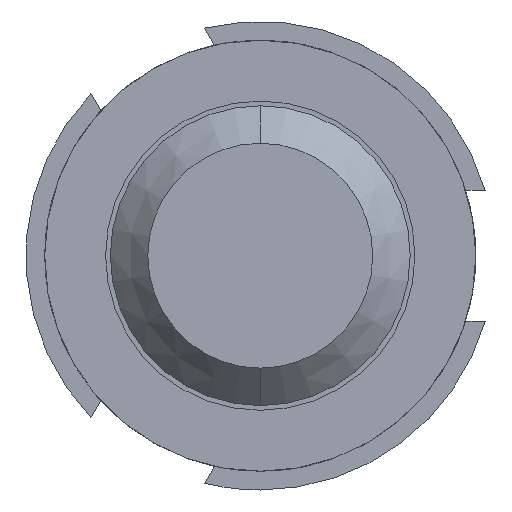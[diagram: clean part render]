
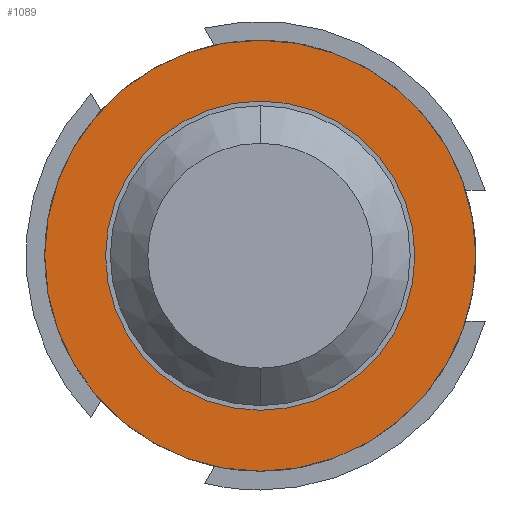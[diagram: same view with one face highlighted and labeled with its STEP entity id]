
A CAD part, front view. The second image highlights one B-rep face of the part: STEP entity #1089.
In plain terms, the highlighted planar face has unit normal (0, -1, 0).
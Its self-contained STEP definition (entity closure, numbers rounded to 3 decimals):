
#3 = CIRCLE ( 'NONE', #1566, 0.825 ) ;
#116 = CARTESIAN_POINT ( 'NONE',  ( 0., -1.5, -1.15 ) ) ;
#245 = AXIS2_PLACEMENT_3D ( 'NONE', #1896, #1910, #1576 ) ;
#250 = FACE_BOUND ( 'NONE', #1235, .T. ) ;
#300 = CIRCLE ( 'NONE', #4094, 0.825 ) ;
#313 = EDGE_CURVE ( 'Defeature ausgef�hrt4_46+Defeature ausgef�hrt4_45+Defeature ausgef�hrt4_45+Defeature ausgef�hrt4_45', #848, #3909, #300, .T. ) ;
#448 = CIRCLE ( 'NONE', #245, 1.15 ) ;
#572 = FACE_OUTER_BOUND ( 'NONE', #1346, .T. ) ;
#756 = CARTESIAN_POINT ( 'NONE',  ( 0., -1.5, 1.15 ) ) ;
#781 = AXIS2_PLACEMENT_3D ( 'NONE', #1979, #3043, #3091 ) ;
#848 = VERTEX_POINT ( 'NONE', #2862 ) ;
#1089 = ADVANCED_FACE ( 'Defeature ausgef�hrt4_46', ( #572, #250 ), #4492, .F. ) ;
#1112 = ORIENTED_EDGE ( 'NONE', *, *, #313, .T. ) ;
#1235 = EDGE_LOOP ( 'NONE', ( #1112, #4018 ) ) ;
#1288 = DIRECTION ( 'NONE',  ( 0., 0., 1. ) ) ;
#1346 = EDGE_LOOP ( 'NONE', ( #3053, #2972 ) ) ;
#1390 = VERTEX_POINT ( 'NONE', #756 ) ;
#1562 = EDGE_CURVE ( 'Defeature ausgef�hrt4_42+Defeature ausgef�hrt4_46+Defeature ausgef�hrt4_46+Defeature ausgef�hrt4_46', #1969, #1390, #448, .T. ) ;
#1566 = AXIS2_PLACEMENT_3D ( 'NONE', #4207, #4191, #3804 ) ;
#1576 = DIRECTION ( 'NONE',  ( 0., 0., 1. ) ) ;
#1781 = AXIS2_PLACEMENT_3D ( 'NONE', #3036, #1968, #1288 ) ;
#1896 = CARTESIAN_POINT ( 'NONE',  ( 0., -1.5, 0. ) ) ;
#1910 = DIRECTION ( 'NONE',  ( 0., 1., 0. ) ) ;
#1968 = DIRECTION ( 'NONE',  ( 0., 1., 0. ) ) ;
#1969 = VERTEX_POINT ( 'NONE', #116 ) ;
#1979 = CARTESIAN_POINT ( 'NONE',  ( 0., -1.5, 0. ) ) ;
#2280 = CIRCLE ( 'NONE', #781, 1.15 ) ;
#2433 = EDGE_CURVE ( 'Defeature ausgef�hrt4_42+Defeature ausgef�hrt4_46+Defeature ausgef�hrt4_46+Defeature ausgef�hrt4_46', #1390, #1969, #2280, .T. ) ;
#2574 = DIRECTION ( 'NONE',  ( 0., 1., 0. ) ) ;
#2862 = CARTESIAN_POINT ( 'NONE',  ( 0., -1.5, 0.825 ) ) ;
#2972 = ORIENTED_EDGE ( 'NONE', *, *, #1562, .F. ) ;
#3036 = CARTESIAN_POINT ( 'NONE',  ( 0.825, -1.5, 0. ) ) ;
#3043 = DIRECTION ( 'NONE',  ( 0., 1., 0. ) ) ;
#3053 = ORIENTED_EDGE ( 'NONE', *, *, #2433, .F. ) ;
#3091 = DIRECTION ( 'NONE',  ( 0., 0., 1. ) ) ;
#3703 = EDGE_CURVE ( 'Defeature ausgef�hrt4_46+Defeature ausgef�hrt4_45+Defeature ausgef�hrt4_45+Defeature ausgef�hrt4_45', #3909, #848, #3, .T. ) ;
#3804 = DIRECTION ( 'NONE',  ( 0., 0., 1. ) ) ;
#3909 = VERTEX_POINT ( 'NONE', #4293 ) ;
#3989 = CARTESIAN_POINT ( 'NONE',  ( 0., -1.5, 0. ) ) ;
#4018 = ORIENTED_EDGE ( 'NONE', *, *, #3703, .T. ) ;
#4094 = AXIS2_PLACEMENT_3D ( 'NONE', #3989, #2574, #4323 ) ;
#4191 = DIRECTION ( 'NONE',  ( 0., 1., 0. ) ) ;
#4207 = CARTESIAN_POINT ( 'NONE',  ( 0., -1.5, 0. ) ) ;
#4293 = CARTESIAN_POINT ( 'NONE',  ( 0., -1.5, -0.825 ) ) ;
#4323 = DIRECTION ( 'NONE',  ( 0., 0., 1. ) ) ;
#4492 = PLANE ( 'NONE',  #1781 ) ;
